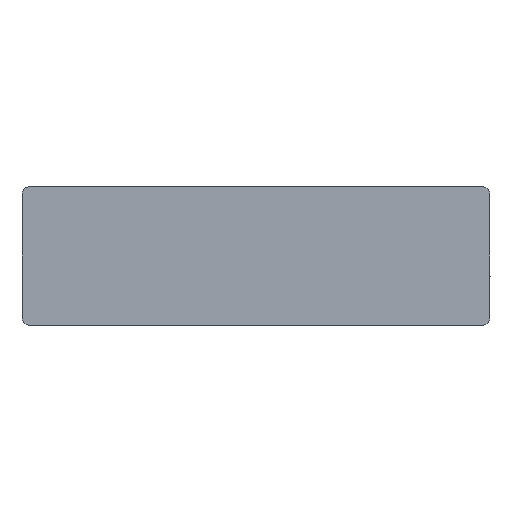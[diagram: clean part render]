
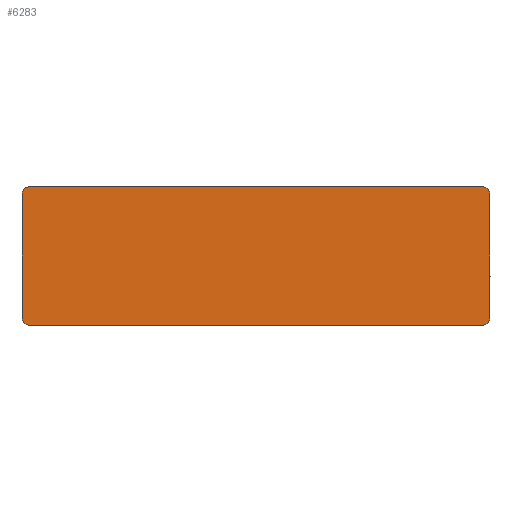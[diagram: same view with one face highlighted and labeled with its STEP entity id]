
A CAD part, front view. The second image highlights one B-rep face of the part: STEP entity #6283.
In plain terms, the highlighted planar face has unit normal (0, -1, 0).
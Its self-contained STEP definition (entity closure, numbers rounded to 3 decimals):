
#1=CARTESIAN_POINT('',(-83.,-41.5,-22.5));
#2=DIRECTION('',(0.,-1.,0.));
#3=DIRECTION('',(-1.,0.,0.));
#4=AXIS2_PLACEMENT_3D('',#1,#2,#3);
#6=CARTESIAN_POINT('',(-83.,-41.5,22.5));
#7=DIRECTION('',(0.,-1.,0.));
#8=DIRECTION('',(0.,0.,1.));
#9=AXIS2_PLACEMENT_3D('',#6,#7,#8);
#11=DIRECTION('',(1.,0.,0.));
#12=VECTOR('',#11,166.);
#13=CARTESIAN_POINT('',(-83.,-41.5,25.5));
#14=LINE('',#13,#12);
#15=CARTESIAN_POINT('',(83.,-41.5,22.5));
#16=DIRECTION('',(0.,-1.,0.));
#17=DIRECTION('',(1.,0.,0.));
#18=AXIS2_PLACEMENT_3D('',#15,#16,#17);
#20=CARTESIAN_POINT('',(83.,-41.5,-22.5));
#21=DIRECTION('',(0.,-1.,0.));
#22=DIRECTION('',(0.,0.,-1.));
#23=AXIS2_PLACEMENT_3D('',#20,#21,#22);
#25=DIRECTION('',(1.,0.,0.));
#26=VECTOR('',#25,166.);
#27=CARTESIAN_POINT('',(-83.,-41.5,-25.5));
#28=LINE('',#27,#26);
#69=DIRECTION('',(0.,0.,1.));
#70=VECTOR('',#69,45.);
#71=CARTESIAN_POINT('',(86.,-41.5,-22.5));
#72=LINE('',#71,#70);
#1300=DIRECTION('',(0.,0.,-1.));
#1301=VECTOR('',#1300,45.);
#1302=CARTESIAN_POINT('',(-86.,-41.5,22.5));
#1303=LINE('',#1302,#1301);
#6052=CARTESIAN_POINT('',(-86.,-41.5,-22.5));
#6053=CARTESIAN_POINT('',(-83.,-41.5,-25.5));
#6054=VERTEX_POINT('',#6052);
#6055=VERTEX_POINT('',#6053);
#6056=CARTESIAN_POINT('',(-83.,-41.5,25.5));
#6057=CARTESIAN_POINT('',(-86.,-41.5,22.5));
#6058=VERTEX_POINT('',#6056);
#6059=VERTEX_POINT('',#6057);
#6068=CARTESIAN_POINT('',(86.,-41.5,22.5));
#6069=CARTESIAN_POINT('',(83.,-41.5,25.5));
#6070=VERTEX_POINT('',#6068);
#6071=VERTEX_POINT('',#6069);
#6080=CARTESIAN_POINT('',(83.,-41.5,-25.5));
#6081=CARTESIAN_POINT('',(86.,-41.5,-22.5));
#6082=VERTEX_POINT('',#6080);
#6083=VERTEX_POINT('',#6081);
#6260=CARTESIAN_POINT('',(0.,-41.5,0.));
#6261=DIRECTION('',(0.,-1.,0.));
#6262=DIRECTION('',(1.,0.,0.));
#6263=AXIS2_PLACEMENT_3D('',#6260,#6261,#6262);
#6264=PLANE('',#6263);
#6266=ORIENTED_EDGE('',*,*,#6265,.F.);
#6268=ORIENTED_EDGE('',*,*,#6267,.F.);
#6270=ORIENTED_EDGE('',*,*,#6269,.F.);
#6272=ORIENTED_EDGE('',*,*,#6271,.T.);
#6274=ORIENTED_EDGE('',*,*,#6273,.F.);
#6276=ORIENTED_EDGE('',*,*,#6275,.F.);
#6278=ORIENTED_EDGE('',*,*,#6277,.F.);
#6280=ORIENTED_EDGE('',*,*,#6279,.F.);
#6281=EDGE_LOOP('',(#6266,#6268,#6270,#6272,#6274,#6276,#6278,#6280));
#6282=FACE_OUTER_BOUND('',#6281,.F.);
#6283=ADVANCED_FACE('',(#6282),#6264,.T.);
#5=CIRCLE('',#4,3.);
#10=CIRCLE('',#9,3.);
#19=CIRCLE('',#18,3.);
#24=CIRCLE('',#23,3.);
#6265=EDGE_CURVE('',#6054,#6055,#5,.T.);
#6267=EDGE_CURVE('',#6059,#6054,#1303,.T.);
#6269=EDGE_CURVE('',#6058,#6059,#10,.T.);
#6271=EDGE_CURVE('',#6058,#6071,#14,.T.);
#6273=EDGE_CURVE('',#6070,#6071,#19,.T.);
#6275=EDGE_CURVE('',#6083,#6070,#72,.T.);
#6277=EDGE_CURVE('',#6082,#6083,#24,.T.);
#6279=EDGE_CURVE('',#6055,#6082,#28,.T.);
